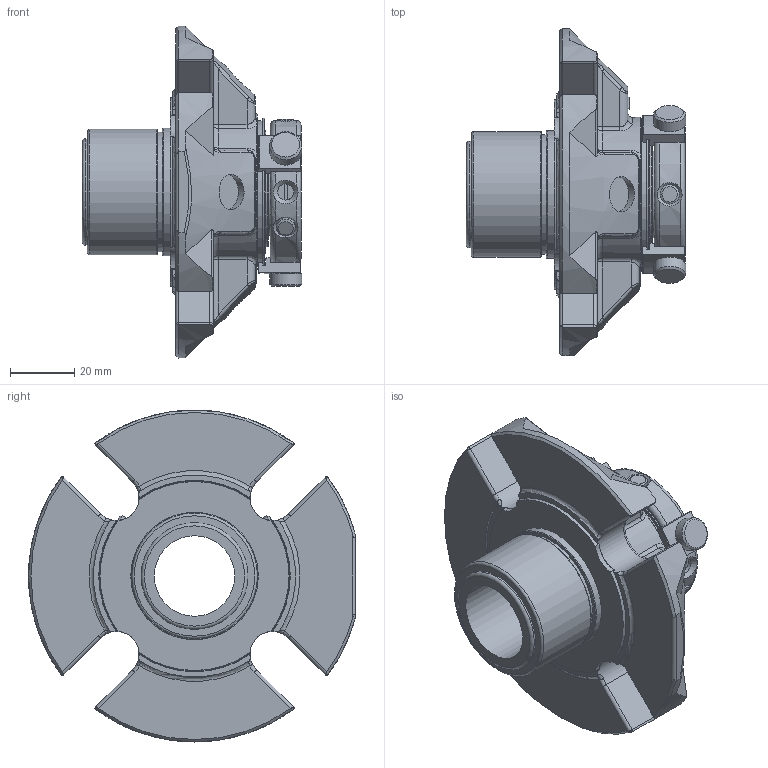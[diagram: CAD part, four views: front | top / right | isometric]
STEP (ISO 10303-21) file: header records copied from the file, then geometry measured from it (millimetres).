
FILE_DESCRIPTION(/* description */ ('Unknown'),/* implementation_level */ '2;1');
FILE_NAME(/* name */ '25mm',/* time_stamp */ '2023-02-14T09:47:10+00:00',/* author */ ('Unknown'),/* organization */ ('Unknown'),/* preprocessor_version */ 'ST-DEVELOPER v16.7',/* originating_system */ 'Solid Edge',/* authorisation */ 'Unknown');
FILE_SCHEMA (('AUTOMOTIVE_DESIGN {1 0 10303 214 3 1 1}'));
Length unit declared in the file: millimetre
Products named in the file (1): 25mm
Bounding box: 68.2 x 101.56 x 103.12 mm (x, y, z)
Volume: 142823.2 mm3; surface area: 38351.6 mm2
Topology: 1 solids, 1 shells, 600 faces, 1557 edges, 990 vertices
Faces by surface type: plane 219, cylinder 159, torus 80, bspline 74, cone 37, sphere 31
Full cylindrical faces by diameter (mm): 2.821 x1, 5 x2, 6 x6, 10 x3, 10.998 x3, 24.994 x1, 26.981 x1, 33.179 x1, 33.909 x1, 37.16 x1, 38.964 x1, 39.605 x2, 44.399 x1, 45.923 x1
Entity records: 24795 total; most frequent: CARTESIAN_POINT 7015, ORIENTED_EDGE 2924, DIRECTION 2616, EDGE_CURVE 1462, AXIS2_PLACEMENT_3D 1047, VERTEX_POINT 952, EDGE_LOOP 704, FACE_BOUND 704
